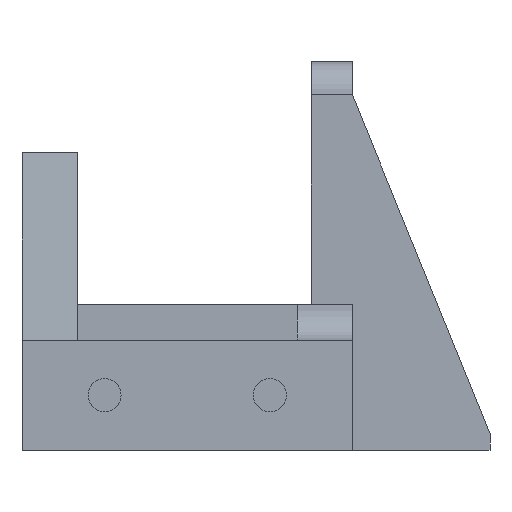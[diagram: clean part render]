
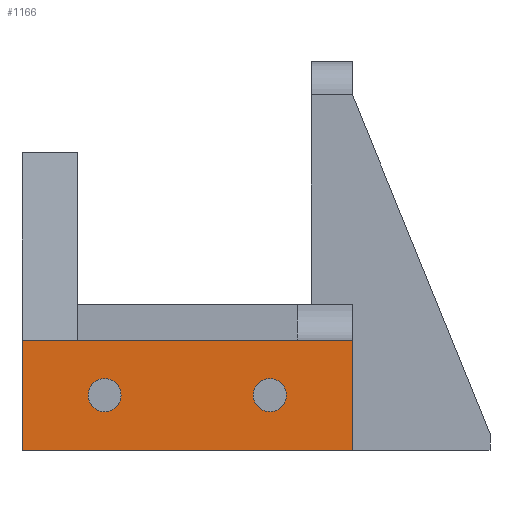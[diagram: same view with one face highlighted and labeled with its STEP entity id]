
A CAD part, left-side view. The second image highlights one B-rep face of the part: STEP entity #1166.
In plain terms, the highlighted planar face has unit normal (-1, 0, 0).
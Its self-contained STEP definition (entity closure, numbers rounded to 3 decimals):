
#399 = PLANE('',#400);
#400 = AXIS2_PLACEMENT_3D('',#401,#402,#403);
#401 = CARTESIAN_POINT('',(-65.,30.,0.));
#402 = DIRECTION('',(0.,1.,0.));
#403 = DIRECTION('',(0.,0.,1.));
#488 = PLANE('',#489);
#489 = AXIS2_PLACEMENT_3D('',#490,#491,#492);
#490 = CARTESIAN_POINT('',(-65.,-30.,0.));
#491 = DIRECTION('',(0.,1.,0.));
#492 = DIRECTION('',(0.,0.,1.));
#571 = PLANE('',#572);
#572 = AXIS2_PLACEMENT_3D('',#573,#574,#575);
#573 = CARTESIAN_POINT('',(-30.,30.,20.));
#574 = DIRECTION('',(0.,0.,-1.));
#575 = DIRECTION('',(-1.,0.,0.));
#737 = VERTEX_POINT('',#738);
#738 = CARTESIAN_POINT('',(-65.,-30.,20.));
#784 = VERTEX_POINT('',#785);
#785 = CARTESIAN_POINT('',(-65.,-30.,0.));
#799 = PLANE('',#800);
#800 = AXIS2_PLACEMENT_3D('',#801,#802,#803);
#801 = CARTESIAN_POINT('',(0.,-8.138,
    0.));
#802 = DIRECTION('',(0.,0.,-1.));
#803 = DIRECTION('',(0.,-1.,0.));
#811 = EDGE_CURVE('',#737,#784,#812,.T.);
#812 = SURFACE_CURVE('',#813,(#817,#824),.PCURVE_S1.);
#813 = LINE('',#814,#815);
#814 = CARTESIAN_POINT('',(-65.,-30.,20.));
#815 = VECTOR('',#816,1.);
#816 = DIRECTION('',(0.,0.,-1.));
#817 = PCURVE('',#488,#818);
#818 = DEFINITIONAL_REPRESENTATION('',(#819),#823);
#819 = LINE('',#820,#821);
#820 = CARTESIAN_POINT('',(20.,0.));
#821 = VECTOR('',#822,1.);
#822 = DIRECTION('',(-1.,0.));
#823 = ( GEOMETRIC_REPRESENTATION_CONTEXT(2) 
PARAMETRIC_REPRESENTATION_CONTEXT() REPRESENTATION_CONTEXT('2D SPACE',''
  ) );
#824 = PCURVE('',#825,#830);
#825 = PLANE('',#826);
#826 = AXIS2_PLACEMENT_3D('',#827,#828,#829);
#827 = CARTESIAN_POINT('',(-65.,30.,20.));
#828 = DIRECTION('',(1.,0.,0.));
#829 = DIRECTION('',(0.,0.,-1.));
#830 = DEFINITIONAL_REPRESENTATION('',(#831),#835);
#831 = LINE('',#832,#833);
#832 = CARTESIAN_POINT('',(0.,-60.));
#833 = VECTOR('',#834,1.);
#834 = DIRECTION('',(1.,0.));
#835 = ( GEOMETRIC_REPRESENTATION_CONTEXT(2) 
PARAMETRIC_REPRESENTATION_CONTEXT() REPRESENTATION_CONTEXT('2D SPACE',''
  ) );
#843 = EDGE_CURVE('',#844,#737,#846,.T.);
#844 = VERTEX_POINT('',#845);
#845 = CARTESIAN_POINT('',(-65.,30.,20.));
#846 = SURFACE_CURVE('',#847,(#851,#858),.PCURVE_S1.);
#847 = LINE('',#848,#849);
#848 = CARTESIAN_POINT('',(-65.,30.,20.));
#849 = VECTOR('',#850,1.);
#850 = DIRECTION('',(0.,-1.,0.));
#851 = PCURVE('',#571,#852);
#852 = DEFINITIONAL_REPRESENTATION('',(#853),#857);
#853 = LINE('',#854,#855);
#854 = CARTESIAN_POINT('',(35.,0.));
#855 = VECTOR('',#856,1.);
#856 = DIRECTION('',(0.,-1.));
#857 = ( GEOMETRIC_REPRESENTATION_CONTEXT(2) 
PARAMETRIC_REPRESENTATION_CONTEXT() REPRESENTATION_CONTEXT('2D SPACE',''
  ) );
#858 = PCURVE('',#825,#859);
#859 = DEFINITIONAL_REPRESENTATION('',(#860),#864);
#860 = LINE('',#861,#862);
#861 = CARTESIAN_POINT('',(0.,0.));
#862 = VECTOR('',#863,1.);
#863 = DIRECTION('',(0.,-1.));
#864 = ( GEOMETRIC_REPRESENTATION_CONTEXT(2) 
PARAMETRIC_REPRESENTATION_CONTEXT() REPRESENTATION_CONTEXT('2D SPACE',''
  ) );
#1049 = CYLINDRICAL_SURFACE('',#1050,3.);
#1050 = AXIS2_PLACEMENT_3D('',#1051,#1052,#1053);
#1051 = CARTESIAN_POINT('',(-65.,-15.,10.));
#1052 = DIRECTION('',(-1.,0.,0.));
#1053 = DIRECTION('',(0.,0.,1.));
#1080 = CYLINDRICAL_SURFACE('',#1081,3.);
#1081 = AXIS2_PLACEMENT_3D('',#1082,#1083,#1084);
#1082 = CARTESIAN_POINT('',(-65.,15.,10.));
#1083 = DIRECTION('',(-1.,0.,0.));
#1084 = DIRECTION('',(0.,0.,1.));
#1166 = ADVANCED_FACE('',(#1167,#1193,#1219),#825,.F.);
#1167 = FACE_BOUND('',#1168,.F.);
#1168 = EDGE_LOOP('',(#1169));
#1169 = ORIENTED_EDGE('',*,*,#1170,.F.);
#1170 = EDGE_CURVE('',#1171,#1171,#1173,.T.);
#1171 = VERTEX_POINT('',#1172);
#1172 = CARTESIAN_POINT('',(-65.,-15.,13.));
#1173 = SURFACE_CURVE('',#1174,(#1179,#1186),.PCURVE_S1.);
#1174 = CIRCLE('',#1175,3.);
#1175 = AXIS2_PLACEMENT_3D('',#1176,#1177,#1178);
#1176 = CARTESIAN_POINT('',(-65.,-15.,10.));
#1177 = DIRECTION('',(1.,0.,0.));
#1178 = DIRECTION('',(0.,0.,1.));
#1179 = PCURVE('',#825,#1180);
#1180 = DEFINITIONAL_REPRESENTATION('',(#1181),#1185);
#1181 = CIRCLE('',#1182,3.);
#1182 = AXIS2_PLACEMENT_2D('',#1183,#1184);
#1183 = CARTESIAN_POINT('',(10.,-45.));
#1184 = DIRECTION('',(-1.,0.));
#1185 = ( GEOMETRIC_REPRESENTATION_CONTEXT(2) 
PARAMETRIC_REPRESENTATION_CONTEXT() REPRESENTATION_CONTEXT('2D SPACE',''
  ) );
#1186 = PCURVE('',#1049,#1187);
#1187 = DEFINITIONAL_REPRESENTATION('',(#1188),#1192);
#1188 = LINE('',#1189,#1190);
#1189 = CARTESIAN_POINT('',(-0.,0.));
#1190 = VECTOR('',#1191,1.);
#1191 = DIRECTION('',(-1.,0.));
#1192 = ( GEOMETRIC_REPRESENTATION_CONTEXT(2) 
PARAMETRIC_REPRESENTATION_CONTEXT() REPRESENTATION_CONTEXT('2D SPACE',''
  ) );
#1193 = FACE_BOUND('',#1194,.F.);
#1194 = EDGE_LOOP('',(#1195));
#1195 = ORIENTED_EDGE('',*,*,#1196,.F.);
#1196 = EDGE_CURVE('',#1197,#1197,#1199,.T.);
#1197 = VERTEX_POINT('',#1198);
#1198 = CARTESIAN_POINT('',(-65.,15.,13.));
#1199 = SURFACE_CURVE('',#1200,(#1205,#1212),.PCURVE_S1.);
#1200 = CIRCLE('',#1201,3.);
#1201 = AXIS2_PLACEMENT_3D('',#1202,#1203,#1204);
#1202 = CARTESIAN_POINT('',(-65.,15.,10.));
#1203 = DIRECTION('',(1.,0.,0.));
#1204 = DIRECTION('',(0.,0.,1.));
#1205 = PCURVE('',#825,#1206);
#1206 = DEFINITIONAL_REPRESENTATION('',(#1207),#1211);
#1207 = CIRCLE('',#1208,3.);
#1208 = AXIS2_PLACEMENT_2D('',#1209,#1210);
#1209 = CARTESIAN_POINT('',(10.,-15.));
#1210 = DIRECTION('',(-1.,0.));
#1211 = ( GEOMETRIC_REPRESENTATION_CONTEXT(2) 
PARAMETRIC_REPRESENTATION_CONTEXT() REPRESENTATION_CONTEXT('2D SPACE',''
  ) );
#1212 = PCURVE('',#1080,#1213);
#1213 = DEFINITIONAL_REPRESENTATION('',(#1214),#1218);
#1214 = LINE('',#1215,#1216);
#1215 = CARTESIAN_POINT('',(-0.,0.));
#1216 = VECTOR('',#1217,1.);
#1217 = DIRECTION('',(-1.,0.));
#1218 = ( GEOMETRIC_REPRESENTATION_CONTEXT(2) 
PARAMETRIC_REPRESENTATION_CONTEXT() REPRESENTATION_CONTEXT('2D SPACE',''
  ) );
#1219 = FACE_BOUND('',#1220,.F.);
#1220 = EDGE_LOOP('',(#1221,#1222,#1223,#1246));
#1221 = ORIENTED_EDGE('',*,*,#843,.T.);
#1222 = ORIENTED_EDGE('',*,*,#811,.T.);
#1223 = ORIENTED_EDGE('',*,*,#1224,.F.);
#1224 = EDGE_CURVE('',#1225,#784,#1227,.T.);
#1225 = VERTEX_POINT('',#1226);
#1226 = CARTESIAN_POINT('',(-65.,30.,0.));
#1227 = SURFACE_CURVE('',#1228,(#1232,#1239),.PCURVE_S1.);
#1228 = LINE('',#1229,#1230);
#1229 = CARTESIAN_POINT('',(-65.,30.,0.));
#1230 = VECTOR('',#1231,1.);
#1231 = DIRECTION('',(0.,-1.,0.));
#1232 = PCURVE('',#825,#1233);
#1233 = DEFINITIONAL_REPRESENTATION('',(#1234),#1238);
#1234 = LINE('',#1235,#1236);
#1235 = CARTESIAN_POINT('',(20.,0.));
#1236 = VECTOR('',#1237,1.);
#1237 = DIRECTION('',(0.,-1.));
#1238 = ( GEOMETRIC_REPRESENTATION_CONTEXT(2) 
PARAMETRIC_REPRESENTATION_CONTEXT() REPRESENTATION_CONTEXT('2D SPACE',''
  ) );
#1239 = PCURVE('',#799,#1240);
#1240 = DEFINITIONAL_REPRESENTATION('',(#1241),#1245);
#1241 = LINE('',#1242,#1243);
#1242 = CARTESIAN_POINT('',(-38.138,65.));
#1243 = VECTOR('',#1244,1.);
#1244 = DIRECTION('',(1.,0.));
#1245 = ( GEOMETRIC_REPRESENTATION_CONTEXT(2) 
PARAMETRIC_REPRESENTATION_CONTEXT() REPRESENTATION_CONTEXT('2D SPACE',''
  ) );
#1246 = ORIENTED_EDGE('',*,*,#1247,.F.);
#1247 = EDGE_CURVE('',#844,#1225,#1248,.T.);
#1248 = SURFACE_CURVE('',#1249,(#1253,#1260),.PCURVE_S1.);
#1249 = LINE('',#1250,#1251);
#1250 = CARTESIAN_POINT('',(-65.,30.,20.));
#1251 = VECTOR('',#1252,1.);
#1252 = DIRECTION('',(0.,0.,-1.));
#1253 = PCURVE('',#825,#1254);
#1254 = DEFINITIONAL_REPRESENTATION('',(#1255),#1259);
#1255 = LINE('',#1256,#1257);
#1256 = CARTESIAN_POINT('',(0.,0.));
#1257 = VECTOR('',#1258,1.);
#1258 = DIRECTION('',(1.,0.));
#1259 = ( GEOMETRIC_REPRESENTATION_CONTEXT(2) 
PARAMETRIC_REPRESENTATION_CONTEXT() REPRESENTATION_CONTEXT('2D SPACE',''
  ) );
#1260 = PCURVE('',#399,#1261);
#1261 = DEFINITIONAL_REPRESENTATION('',(#1262),#1266);
#1262 = LINE('',#1263,#1264);
#1263 = CARTESIAN_POINT('',(20.,0.));
#1264 = VECTOR('',#1265,1.);
#1265 = DIRECTION('',(-1.,0.));
#1266 = ( GEOMETRIC_REPRESENTATION_CONTEXT(2) 
PARAMETRIC_REPRESENTATION_CONTEXT() REPRESENTATION_CONTEXT('2D SPACE',''
  ) );
